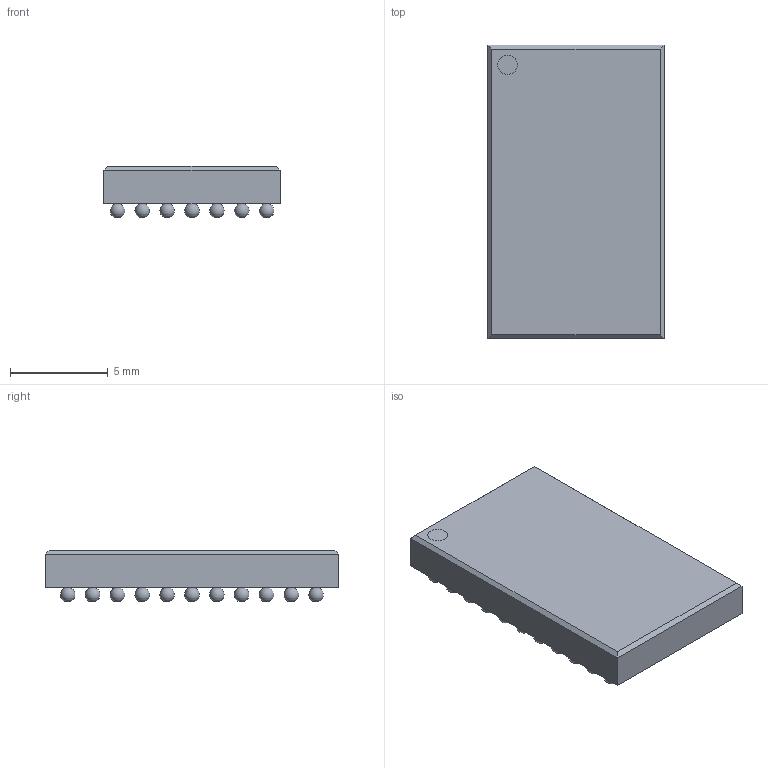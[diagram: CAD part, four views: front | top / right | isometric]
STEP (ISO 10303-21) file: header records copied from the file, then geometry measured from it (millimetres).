
FILE_DESCRIPTION(/* description */ (''),/* implementation_level */ '2;1');
FILE_NAME(/* name */ 'BGA77C127P7X11_900X1500X262.stp',/* time_stamp */ '2016-12-08T09:57:56+01:00',/* author */ ('jchouvet'),/* organization */ (''),/* preprocessor_version */ 'ST-DEVELOPER v16.1',/* originating_system */ 'AutoCAD Mechanical',/* authorisation */ '');
FILE_SCHEMA (('AUTOMOTIVE_DESIGN { 1 0 10303 214 3 1 1 }'));
Length unit declared in the file: millimetre
Products named in the file (1): Product
Bounding box: 9 x 15 x 2.62 mm (x, y, z)
Volume: 275.1 mm3; surface area: 494.1 mm2
Topology: 79 solids, 79 shells, 246 faces, 334 edges, 247 vertices
Faces by surface type: plane 167, sphere 77, cylinder 2
Full cylindrical faces by diameter (mm): 1 x2
Entity records: 4153 total; most frequent: DIRECTION 830, CARTESIAN_POINT 595, AXIS2_PLACEMENT_3D 405, ORIENTED_EDGE 356, EDGE_LOOP 326, FACE_OUTER_BOUND 246, ADVANCED_FACE 246, EDGE_CURVE 178
